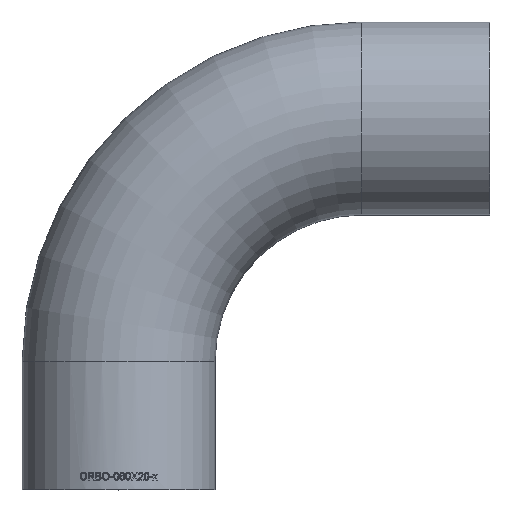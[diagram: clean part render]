
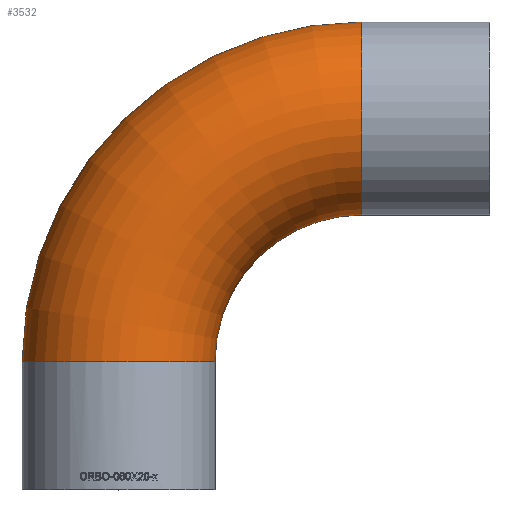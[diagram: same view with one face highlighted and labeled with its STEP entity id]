
A CAD part, top view. The second image highlights one B-rep face of the part: STEP entity #3532.
In plain terms, the highlighted toroidal (fillet/blend) face has major radius 76 mm and minor radius 30.15 mm.
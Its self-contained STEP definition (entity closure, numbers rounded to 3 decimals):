
#632 = DIRECTION ( 'NONE',  ( 0., 1., 0. ) ) ;
#1043 = VERTEX_POINT ( 'NONE', #19936 ) ;
#1199 = CIRCLE ( 'NONE', #7086, 30.15 ) ;
#1247 = DIRECTION ( 'NONE',  ( 0., 0., -1. ) ) ;
#2215 = EDGE_LOOP ( 'NONE', ( #14757 ) ) ;
#3068 = AXIS2_PLACEMENT_3D ( 'NONE', #11155, #10828, #14729 ) ;
#3322 = FACE_OUTER_BOUND ( 'NONE', #7170, .T. ) ;
#3532 = ADVANCED_FACE ( 'NONE', ( #3322, #19218 ), #14081, .T. ) ;
#3748 = CARTESIAN_POINT ( 'NONE',  ( -76., 40., 0. ) ) ;
#4120 = AXIS2_PLACEMENT_3D ( 'NONE', #13703, #1247, #19101 ) ;
#7086 = AXIS2_PLACEMENT_3D ( 'NONE', #3748, #632, #19977 ) ;
#7170 = EDGE_LOOP ( 'NONE', ( #9163 ) ) ;
#9163 = ORIENTED_EDGE ( 'NONE', *, *, #15568, .F. ) ;
#9454 = VERTEX_POINT ( 'NONE', #18313 ) ;
#10828 = DIRECTION ( 'NONE',  ( 1., 0., 0. ) ) ;
#11155 = CARTESIAN_POINT ( 'NONE',  ( 0., 116., 0. ) ) ;
#13703 = CARTESIAN_POINT ( 'NONE',  ( 0., 40., 0. ) ) ;
#14081 = TOROIDAL_SURFACE ( 'NONE', #4120, 76., 30.15 ) ;
#14388 = EDGE_CURVE ( 'NONE', #1043, #1043, #1199, .T. ) ;
#14729 = DIRECTION ( 'NONE',  ( 0., 0., 1. ) ) ;
#14757 = ORIENTED_EDGE ( 'NONE', *, *, #14388, .T. ) ;
#15568 = EDGE_CURVE ( 'NONE', #9454, #9454, #21834, .T. ) ;
#18313 = CARTESIAN_POINT ( 'NONE',  ( 0., 116., 30.15 ) ) ;
#19101 = DIRECTION ( 'NONE',  ( -1., 0., 0. ) ) ;
#19218 = FACE_OUTER_BOUND ( 'NONE', #2215, .T. ) ;
#19936 = CARTESIAN_POINT ( 'NONE',  ( -76., 40., 30.15 ) ) ;
#19977 = DIRECTION ( 'NONE',  ( 0., 0., 1. ) ) ;
#21834 = CIRCLE ( 'NONE', #3068, 30.15 ) ;
